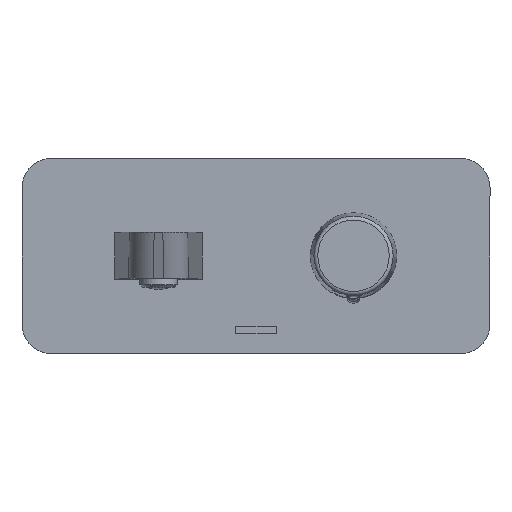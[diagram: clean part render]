
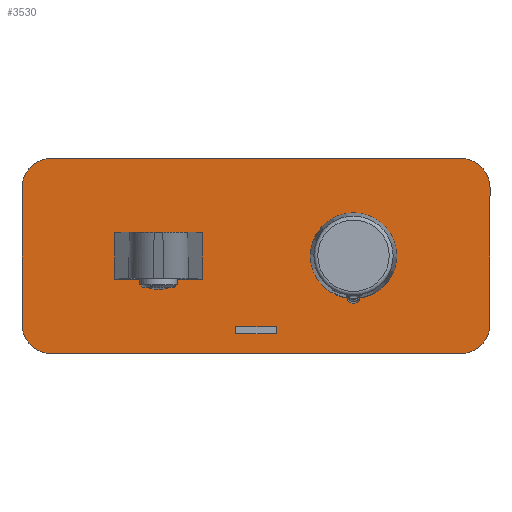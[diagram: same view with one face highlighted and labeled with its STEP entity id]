
A CAD part, top view. The second image highlights one B-rep face of the part: STEP entity #3530.
In plain terms, the highlighted planar face has unit normal (0, 0, 1).
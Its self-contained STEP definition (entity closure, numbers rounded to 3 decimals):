
#91 = VERTEX_POINT ( 'NONE', #5347 ) ;
#145 = LINE ( 'NONE', #539, #287 ) ;
#287 = VECTOR ( 'NONE', #6687, 1000. ) ;
#508 = AXIS2_PLACEMENT_3D ( 'NONE', #7168, #5446, #6344 ) ;
#539 = CARTESIAN_POINT ( 'NONE',  ( 10., -40., 52. ) ) ;
#558 = DIRECTION ( 'NONE',  ( -1., 0., 0. ) ) ;
#604 = CARTESIAN_POINT ( 'NONE',  ( -100., -8.2, 52. ) ) ;
#632 = CARTESIAN_POINT ( 'NONE',  ( -155., -35., 52. ) ) ;
#732 = FACE_OUTER_BOUND ( 'NONE', #2591, .T. ) ;
#735 = CARTESIAN_POINT ( 'NONE',  ( -39.5, 0., 52. ) ) ;
#827 = VECTOR ( 'NONE', #1202, 1000. ) ;
#834 = CIRCLE ( 'NONE', #2065, 21.25 ) ;
#839 = EDGE_CURVE ( 'NONE', #4129, #2625, #5067, .T. ) ;
#906 = CARTESIAN_POINT ( 'NONE',  ( -60.5, -40., 52. ) ) ;
#1085 = AXIS2_PLACEMENT_3D ( 'NONE', #632, #7622, #558 ) ;
#1107 = CARTESIAN_POINT ( 'NONE',  ( 0., 0., 52. ) ) ;
#1119 = ORIENTED_EDGE ( 'NONE', *, *, #5582, .F. ) ;
#1123 = VECTOR ( 'NONE', #5089, 1000. ) ;
#1176 = AXIS2_PLACEMENT_3D ( 'NONE', #10156, #10076, #9181 ) ;
#1202 = DIRECTION ( 'NONE',  ( -1., 0., 0. ) ) ;
#1218 = CARTESIAN_POINT ( 'NONE',  ( -170., -50., 52. ) ) ;
#1494 = EDGE_CURVE ( 'NONE', #3897, #4129, #145, .T. ) ;
#1840 = FACE_BOUND ( 'NONE', #5486, .T. ) ;
#1984 = DIRECTION ( 'NONE',  ( 0., 0., -1. ) ) ;
#2065 = AXIS2_PLACEMENT_3D ( 'NONE', #1107, #1984, #8250 ) ;
#2093 = EDGE_CURVE ( 'NONE', #11119, #11119, #3814, .T. ) ;
#2360 = DIRECTION ( 'NONE',  ( 1., 0., 0. ) ) ;
#2585 = DIRECTION ( 'NONE',  ( 0., -1., 0. ) ) ;
#2591 = EDGE_LOOP ( 'NONE', ( #4059, #8209, #6335, #6634, #10051, #6445, #9759, #9668 ) ) ;
#2625 = VERTEX_POINT ( 'NONE', #10114 ) ;
#2930 = CARTESIAN_POINT ( 'NONE',  ( -155., -50., 52. ) ) ;
#2937 = CARTESIAN_POINT ( 'NONE',  ( 70., -50., 52. ) ) ;
#2980 = CARTESIAN_POINT ( 'NONE',  ( 70., 50., 52. ) ) ;
#3177 = DIRECTION ( 'NONE',  ( -1., 0., 0. ) ) ;
#3193 = FACE_BOUND ( 'NONE', #5490, .T. ) ;
#3221 = VERTEX_POINT ( 'NONE', #604 ) ;
#3233 = CARTESIAN_POINT ( 'NONE',  ( -155., 50., 52. ) ) ;
#3344 = DIRECTION ( 'NONE',  ( -1., 0., 0. ) ) ;
#3377 = EDGE_CURVE ( 'NONE', #4289, #7588, #3622, .T. ) ;
#3437 = CARTESIAN_POINT ( 'NONE',  ( -170., -35., 52. ) ) ;
#3530 = ADVANCED_FACE ( 'NONE', ( #732, #9451, #1840, #3193, #5665 ), #8203, .F. ) ;
#3622 = CIRCLE ( 'NONE', #508, 15. ) ;
#3698 = CARTESIAN_POINT ( 'NONE',  ( 55., -50., 52. ) ) ;
#3759 = VECTOR ( 'NONE', #2585, 1000. ) ;
#3814 = CIRCLE ( 'NONE', #5027, 2.45 ) ;
#3897 = VERTEX_POINT ( 'NONE', #906 ) ;
#4059 = ORIENTED_EDGE ( 'NONE', *, *, #8596, .F. ) ;
#4129 = VERTEX_POINT ( 'NONE', #10987 ) ;
#4153 = CARTESIAN_POINT ( 'NONE',  ( -170., 50., 52. ) ) ;
#4196 = VERTEX_POINT ( 'NONE', #6479 ) ;
#4209 = EDGE_CURVE ( 'NONE', #11299, #6875, #6042, .T. ) ;
#4289 = VERTEX_POINT ( 'NONE', #3233 ) ;
#4364 = VERTEX_POINT ( 'NONE', #3437 ) ;
#4510 = DIRECTION ( 'NONE',  ( 0., -1., 0. ) ) ;
#4545 = CARTESIAN_POINT ( 'NONE',  ( -100., 0., 52. ) ) ;
#4690 = CARTESIAN_POINT ( 'NONE',  ( -115., -6.45, 52. ) ) ;
#4706 = EDGE_CURVE ( 'NONE', #2625, #8859, #6839, .T. ) ;
#4778 = LINE ( 'NONE', #2937, #827 ) ;
#4787 = DIRECTION ( 'NONE',  ( 0., 1., 0. ) ) ;
#4887 = DIRECTION ( 'NONE',  ( 0., 0., 1. ) ) ;
#4982 = DIRECTION ( 'NONE',  ( 0., -1., 0. ) ) ;
#5027 = AXIS2_PLACEMENT_3D ( 'NONE', #11176, #8514, #4982 ) ;
#5067 = LINE ( 'NONE', #735, #1123 ) ;
#5089 = DIRECTION ( 'NONE',  ( 0., 1., 0. ) ) ;
#5223 = ORIENTED_EDGE ( 'NONE', *, *, #2093, .F. ) ;
#5347 = CARTESIAN_POINT ( 'NONE',  ( 70., 35., 52. ) ) ;
#5359 = EDGE_LOOP ( 'NONE', ( #1119, #7679, #11288, #7033 ) ) ;
#5369 = CIRCLE ( 'NONE', #1085, 15. ) ;
#5446 = DIRECTION ( 'NONE',  ( 0., 0., 1. ) ) ;
#5486 = EDGE_LOOP ( 'NONE', ( #7153 ) ) ;
#5490 = EDGE_LOOP ( 'NONE', ( #5223 ) ) ;
#5582 = EDGE_CURVE ( 'NONE', #8859, #3897, #9853, .T. ) ;
#5645 = CARTESIAN_POINT ( 'NONE',  ( 10., 0., 52. ) ) ;
#5665 = FACE_BOUND ( 'NONE', #5359, .T. ) ;
#5734 = AXIS2_PLACEMENT_3D ( 'NONE', #9408, #4887, #3177 ) ;
#5750 = EDGE_LOOP ( 'NONE', ( #6898 ) ) ;
#5804 = CIRCLE ( 'NONE', #5734, 15. ) ;
#6031 = EDGE_CURVE ( 'NONE', #91, #9453, #5804, .T. ) ;
#6042 = CIRCLE ( 'NONE', #1176, 15. ) ;
#6265 = EDGE_CURVE ( 'NONE', #4196, #4196, #834, .T. ) ;
#6335 = ORIENTED_EDGE ( 'NONE', *, *, #10996, .F. ) ;
#6344 = DIRECTION ( 'NONE',  ( -1., 0., 0. ) ) ;
#6407 = EDGE_CURVE ( 'NONE', #4364, #7588, #9809, .T. ) ;
#6445 = ORIENTED_EDGE ( 'NONE', *, *, #9390, .T. ) ;
#6479 = CARTESIAN_POINT ( 'NONE',  ( 0., 21.25, 52. ) ) ;
#6634 = ORIENTED_EDGE ( 'NONE', *, *, #3377, .T. ) ;
#6687 = DIRECTION ( 'NONE',  ( 1., 0., 0. ) ) ;
#6748 = VECTOR ( 'NONE', #2360, 1000. ) ;
#6839 = LINE ( 'NONE', #7630, #7599 ) ;
#6875 = VERTEX_POINT ( 'NONE', #10853 ) ;
#6898 = ORIENTED_EDGE ( 'NONE', *, *, #6265, .T. ) ;
#7033 = ORIENTED_EDGE ( 'NONE', *, *, #1494, .F. ) ;
#7153 = ORIENTED_EDGE ( 'NONE', *, *, #10001, .F. ) ;
#7168 = CARTESIAN_POINT ( 'NONE',  ( -155., 35., 52. ) ) ;
#7391 = EDGE_CURVE ( 'NONE', #11299, #8130, #4778, .T. ) ;
#7395 = DIRECTION ( 'NONE',  ( 0., -1., 0. ) ) ;
#7425 = CARTESIAN_POINT ( 'NONE',  ( -170., 35., 52. ) ) ;
#7588 = VERTEX_POINT ( 'NONE', #7425 ) ;
#7599 = VECTOR ( 'NONE', #3344, 1000. ) ;
#7622 = DIRECTION ( 'NONE',  ( 0., 0., 1. ) ) ;
#7630 = CARTESIAN_POINT ( 'NONE',  ( 10., -36.4, 52. ) ) ;
#7650 = AXIS2_PLACEMENT_3D ( 'NONE', #5645, #10003, #4787 ) ;
#7679 = ORIENTED_EDGE ( 'NONE', *, *, #4706, .F. ) ;
#8130 = VERTEX_POINT ( 'NONE', #2930 ) ;
#8203 = PLANE ( 'NONE',  #7650 ) ;
#8209 = ORIENTED_EDGE ( 'NONE', *, *, #6031, .T. ) ;
#8250 = DIRECTION ( 'NONE',  ( 0., 1., 0. ) ) ;
#8376 = AXIS2_PLACEMENT_3D ( 'NONE', #4545, #9832, #4510 ) ;
#8511 = CARTESIAN_POINT ( 'NONE',  ( 55., 50., 52. ) ) ;
#8514 = DIRECTION ( 'NONE',  ( 0., 0., 1. ) ) ;
#8596 = EDGE_CURVE ( 'NONE', #91, #6875, #8607, .T. ) ;
#8607 = LINE ( 'NONE', #2980, #9721 ) ;
#8859 = VERTEX_POINT ( 'NONE', #9867 ) ;
#9181 = DIRECTION ( 'NONE',  ( -1., 0., 0. ) ) ;
#9311 = CIRCLE ( 'NONE', #8376, 8.2 ) ;
#9390 = EDGE_CURVE ( 'NONE', #4364, #8130, #5369, .T. ) ;
#9408 = CARTESIAN_POINT ( 'NONE',  ( 55., 35., 52. ) ) ;
#9451 = FACE_BOUND ( 'NONE', #5750, .T. ) ;
#9453 = VERTEX_POINT ( 'NONE', #8511 ) ;
#9668 = ORIENTED_EDGE ( 'NONE', *, *, #4209, .T. ) ;
#9721 = VECTOR ( 'NONE', #7395, 1000. ) ;
#9759 = ORIENTED_EDGE ( 'NONE', *, *, #7391, .F. ) ;
#9809 = LINE ( 'NONE', #1218, #11036 ) ;
#9832 = DIRECTION ( 'NONE',  ( 0., 0., 1. ) ) ;
#9853 = LINE ( 'NONE', #11347, #3759 ) ;
#9867 = CARTESIAN_POINT ( 'NONE',  ( -60.5, -36.4, 52. ) ) ;
#10001 = EDGE_CURVE ( 'NONE', #3221, #3221, #9311, .T. ) ;
#10003 = DIRECTION ( 'NONE',  ( 0., 0., -1. ) ) ;
#10051 = ORIENTED_EDGE ( 'NONE', *, *, #6407, .F. ) ;
#10076 = DIRECTION ( 'NONE',  ( 0., 0., 1. ) ) ;
#10114 = CARTESIAN_POINT ( 'NONE',  ( -39.5, -36.4, 52. ) ) ;
#10156 = CARTESIAN_POINT ( 'NONE',  ( 55., -35., 52. ) ) ;
#10616 = LINE ( 'NONE', #4153, #6748 ) ;
#10853 = CARTESIAN_POINT ( 'NONE',  ( 70., -35., 52. ) ) ;
#10929 = DIRECTION ( 'NONE',  ( 0., 1., 0. ) ) ;
#10987 = CARTESIAN_POINT ( 'NONE',  ( -39.5, -40., 52. ) ) ;
#10996 = EDGE_CURVE ( 'NONE', #4289, #9453, #10616, .T. ) ;
#11036 = VECTOR ( 'NONE', #10929, 1000. ) ;
#11119 = VERTEX_POINT ( 'NONE', #4690 ) ;
#11176 = CARTESIAN_POINT ( 'NONE',  ( -115., -4., 52. ) ) ;
#11288 = ORIENTED_EDGE ( 'NONE', *, *, #839, .F. ) ;
#11299 = VERTEX_POINT ( 'NONE', #3698 ) ;
#11347 = CARTESIAN_POINT ( 'NONE',  ( -60.5, 0., 52. ) ) ;
